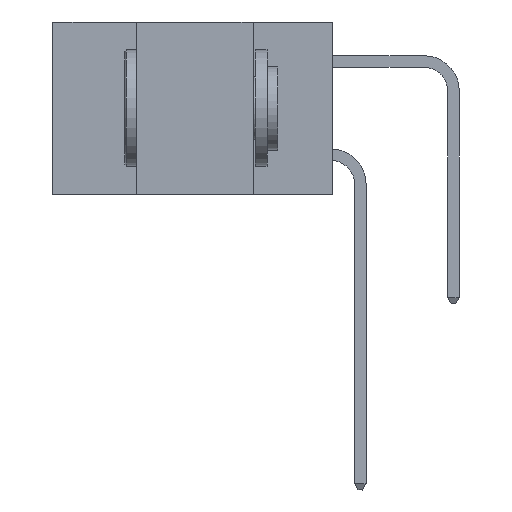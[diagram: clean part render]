
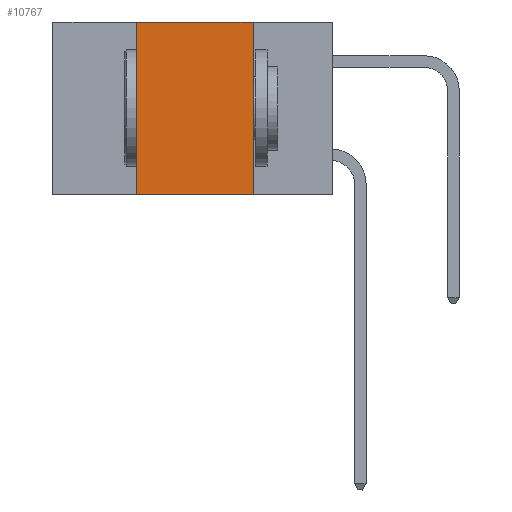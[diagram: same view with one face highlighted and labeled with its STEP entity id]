
A CAD part, left-side view. The second image highlights one B-rep face of the part: STEP entity #10767.
In plain terms, the highlighted planar face has unit normal (-1, 0, 0).
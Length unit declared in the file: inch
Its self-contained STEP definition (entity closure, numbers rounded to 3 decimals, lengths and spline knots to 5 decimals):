
#592 = ORIENTED_EDGE ( 'NONE', *, *, #6943, .F. ) ;
#631 = CARTESIAN_POINT ( 'NONE',  ( 0., 0.6, 0. ) ) ;
#1090 = LINE ( 'NONE', #5183, #1912 ) ;
#1395 = AXIS2_PLACEMENT_3D ( 'NONE', #631, #3903, #5960 ) ;
#1859 = DIRECTION ( 'NONE',  ( 0., 0., -1. ) ) ;
#1912 = VECTOR ( 'NONE', #4162, 39.37008 ) ;
#1998 = ORIENTED_EDGE ( 'NONE', *, *, #8895, .F. ) ;
#2670 = VECTOR ( 'NONE', #3540, 39.37008 ) ;
#3540 = DIRECTION ( 'NONE',  ( 0., 0., 1. ) ) ;
#3599 = LINE ( 'NONE', #5614, #2670 ) ;
#3789 = EDGE_CURVE ( 'NONE', #8804, #4938, #5385, .T. ) ;
#3903 = DIRECTION ( 'NONE',  ( 1., 0., 0. ) ) ;
#4162 = DIRECTION ( 'NONE',  ( 0., -1., 0. ) ) ;
#4174 = CARTESIAN_POINT ( 'NONE',  ( 0., 0.17, 0. ) ) ;
#4938 = VERTEX_POINT ( 'NONE', #4174 ) ;
#5183 = CARTESIAN_POINT ( 'NONE',  ( 0., 0.6, -0.37 ) ) ;
#5215 = EDGE_LOOP ( 'NONE', ( #592, #5402, #1998, #10700 ) ) ;
#5385 = LINE ( 'NONE', #6438, #10032 ) ;
#5402 = ORIENTED_EDGE ( 'NONE', *, *, #3789, .F. ) ;
#5448 = DIRECTION ( 'NONE',  ( 0., -1., 0. ) ) ;
#5565 = VECTOR ( 'NONE', #1859, 39.37008 ) ;
#5614 = CARTESIAN_POINT ( 'NONE',  ( 0., 0.42, -0.37 ) ) ;
#5960 = DIRECTION ( 'NONE',  ( 0., 0., -1. ) ) ;
#6267 = CARTESIAN_POINT ( 'NONE',  ( 0., 0.17, -0.37 ) ) ;
#6438 = CARTESIAN_POINT ( 'NONE',  ( 0., 0.6, 0. ) ) ;
#6943 = EDGE_CURVE ( 'NONE', #4938, #9257, #11065, .T. ) ;
#7094 = CARTESIAN_POINT ( 'NONE',  ( 0., 0.42, -0.37 ) ) ;
#8804 = VERTEX_POINT ( 'NONE', #11541 ) ;
#8826 = PLANE ( 'NONE',  #1395 ) ;
#8895 = EDGE_CURVE ( 'NONE', #11718, #8804, #3599, .T. ) ;
#8920 = CARTESIAN_POINT ( 'NONE',  ( 0., 0.17, -0.37 ) ) ;
#9257 = VERTEX_POINT ( 'NONE', #6267 ) ;
#9777 = FACE_OUTER_BOUND ( 'NONE', #5215, .T. ) ;
#10032 = VECTOR ( 'NONE', #5448, 39.37008 ) ;
#10700 = ORIENTED_EDGE ( 'NONE', *, *, #11747, .T. ) ;
#10767 = ADVANCED_FACE ( 'NONE', ( #9777 ), #8826, .F. ) ;
#11065 = LINE ( 'NONE', #8920, #5565 ) ;
#11541 = CARTESIAN_POINT ( 'NONE',  ( 0., 0.42, 0. ) ) ;
#11718 = VERTEX_POINT ( 'NONE', #7094 ) ;
#11747 = EDGE_CURVE ( 'NONE', #11718, #9257, #1090, .T. ) ;
